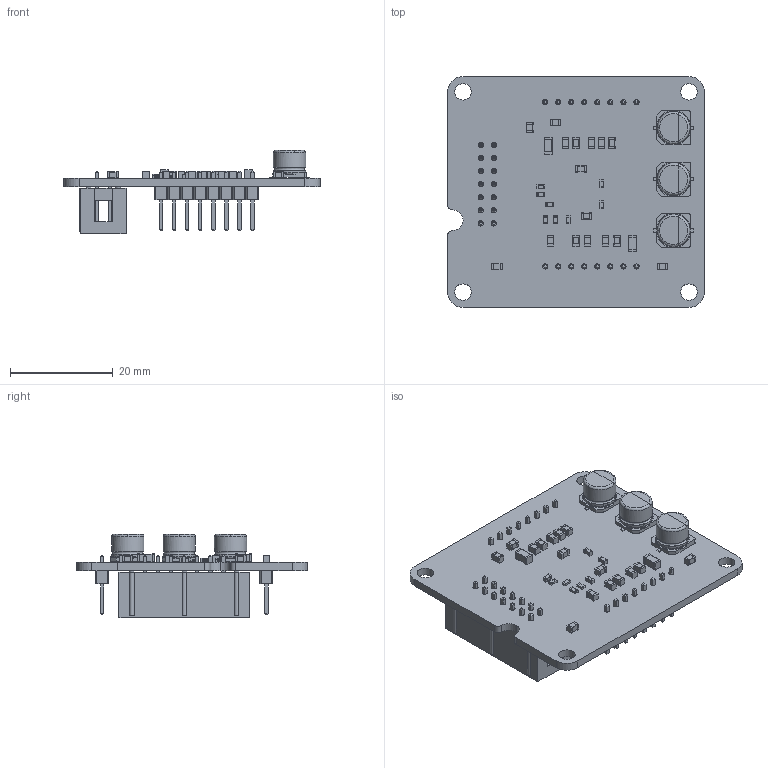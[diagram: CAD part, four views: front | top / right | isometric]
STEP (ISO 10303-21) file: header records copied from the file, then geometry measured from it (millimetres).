
FILE_DESCRIPTION(('KiCad electronic assembly'),'2;1');
FILE_NAME('MP28167 - Breakout.step','2022-04-15T15:20:56',('An Author'), ('A Company'),'Open CASCADE STEP processor 6.9', 'KiCad to STEP converter','Unknown');
FILE_SCHEMA(('AUTOMOTIVE_DESIGN { 1 0 10303 214 1 1 1 1 }'));
Length unit declared in the file: millimetre
Products named in the file (16): Open CASCADE STEP translator 6.9 1; C_0603_1608Metric; SOLID; R_0603_1608Metric; C_0805_2012Metric; CP_Elec_6.3x5.4; L_1206_3216Metric; PinHeader_1x08_P2.54mm_Vertical; IDC-Header_2x07_P2.54mm_Vertical; COMPOUND
Assembly tree (40 placements, depth 3):
  Open CASCADE STEP translator 6.9 1
    C_0603_1608Metric  x4
      SOLID
    R_0603_1608Metric  x4
      SOLID
    C_0805_2012Metric  x16
      SOLID
    CP_Elec_6.3x5.4  x3
      SOLID
    L_1206_3216Metric  x2
      SOLID
    PinHeader_1x08_P2.54mm_Vertical  x2
      SOLID
    IDC-Header_2x07_P2.54mm_Vertical
      SOLID
    COMPOUND
Bounding box: 50 x 45 x 16.2 mm (x, y, z)
Volume: 5366.5 mm3; surface area: 8321.4 mm2
Topology: 33 solids, 33 shells, 1579 faces, 3929 edges, 2525 vertices
Faces by surface type: plane 1181, cylinder 377, torus 12, bspline 6, revolution 3
Full cylindrical faces by diameter (mm): 1 x22, 1.016 x14, 3.2 x4, 6.3 x6
Entity records: 47366 total; most frequent: CARTESIAN_POINT 7671, DIRECTION 6648, LINE 4587, VECTOR 4587, ORIENTED_EDGE 3362, PCURVE 3362, DEFINITIONAL_REPRESENTATION 3362, EDGE_CURVE 1681
